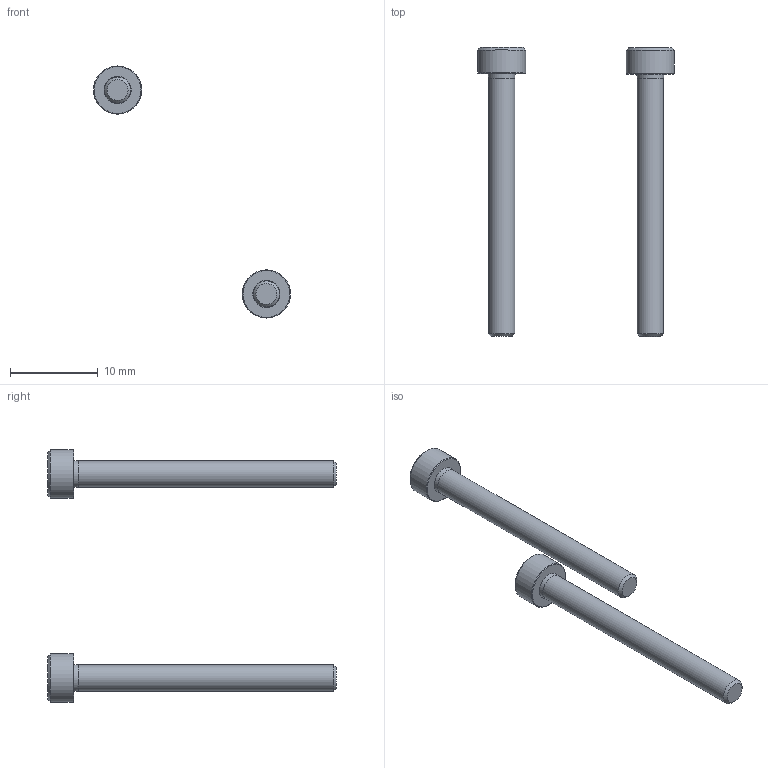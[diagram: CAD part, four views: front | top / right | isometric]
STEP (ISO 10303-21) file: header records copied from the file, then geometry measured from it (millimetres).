
FILE_DESCRIPTION(/* description */ ('STEP AP214'),/* implementation_level */ '2;1');
FILE_NAME(/* name */ '8069876_VAME-B10-20-S',/* time_stamp */ '2024-09-16T07:22:44+02:00',/* author */ ('License CC BY-ND 4.0'),/* organization */ ('CADENAS'),/* preprocessor_version */ 'ST-DEVELOPER v19.3',/* originating_system */ 'PARTsolutions',/* authorisation */ ' ');
FILE_SCHEMA (('AUTOMOTIVE_DESIGN {1 0 10303 214 3 1 1}'));
Length unit declared in the file: millimetre
Products named in the file (2): 8069876 VAME-B10-20-S; DIN-912 - M3x30(F)
Assembly tree (2 placements, depth 2):
  8069876 VAME-B10-20-S
    DIN-912 - M3x30(F)  x2
Bounding box: 22.5 x 33 x 28.8 mm (x, y, z)
Volume: 547.9 mm3; surface area: 774.7 mm2
Topology: 2 solids, 2 shells, 56 faces, 106 edges, 56 vertices
Faces by surface type: plane 30, cone 22, cylinder 4
Full cylindrical faces by diameter (mm): 3 x2, 5.5 x2
Entity records: 701 total; most frequent: CARTESIAN_POINT 126, DIRECTION 120, ORIENTED_EDGE 88, AXIS2_PLACEMENT_3D 51, EDGE_CURVE 44, FACE_BOUND 37, EDGE_LOOP 36, ADVANCED_FACE 28
